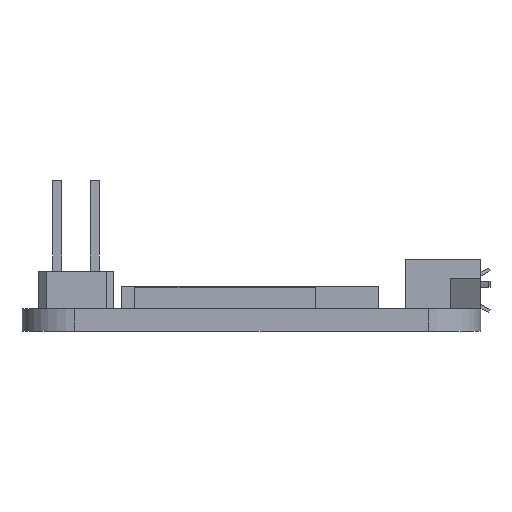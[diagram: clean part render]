
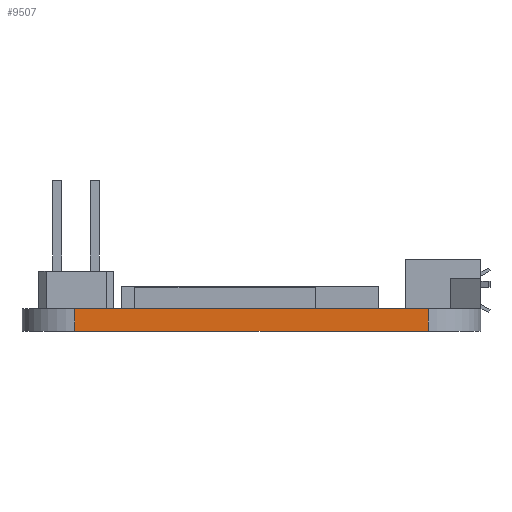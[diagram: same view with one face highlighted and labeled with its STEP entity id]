
A CAD part, left-side view. The second image highlights one B-rep face of the part: STEP entity #9507.
In plain terms, the highlighted planar face has unit normal (-1, 0, 0).
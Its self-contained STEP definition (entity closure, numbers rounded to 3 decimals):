
#1104=DIRECTION('',(0.,1.,0.));
#1105=VECTOR('',#1104,23.5);
#1106=CARTESIAN_POINT('',(-32.5,-11.9,-14.3));
#1107=LINE('',#1106,#1105);
#1210=DIRECTION('',(0.,-1.,0.));
#1211=VECTOR('',#1210,23.5);
#1212=CARTESIAN_POINT('',(-32.5,11.6,-15.8));
#1213=LINE('',#1212,#1211);
#1218=DIRECTION('',(0.,0.,-1.));
#1219=VECTOR('',#1218,1.5);
#1220=CARTESIAN_POINT('',(-32.5,-11.9,-14.3));
#1221=LINE('',#1220,#1219);
#3378=DIRECTION('',(0.,0.,-1.));
#3379=VECTOR('',#3378,1.5);
#3380=CARTESIAN_POINT('',(-32.5,11.6,-14.3));
#3381=LINE('',#3380,#3379);
#6658=CARTESIAN_POINT('',(-32.5,11.6,-15.8));
#6659=CARTESIAN_POINT('',(-32.5,-11.9,-15.8));
#6660=VERTEX_POINT('',#6658);
#6661=VERTEX_POINT('',#6659);
#6679=CARTESIAN_POINT('',(-32.5,-11.9,-14.3));
#6681=VERTEX_POINT('',#6679);
#6682=CARTESIAN_POINT('',(-32.5,11.6,-14.3));
#6684=VERTEX_POINT('',#6682);
#9494=CARTESIAN_POINT('',(-32.5,15.1,-25.));
#9495=DIRECTION('',(-1.,0.,0.));
#9496=DIRECTION('',(0.,-1.,0.));
#9497=AXIS2_PLACEMENT_3D('',#9494,#9495,#9496);
#9498=PLANE('',#9497);
#9499=ORIENTED_EDGE('',*,*,#8883,.F.);
#9501=ORIENTED_EDGE('',*,*,#9500,.T.);
#9502=ORIENTED_EDGE('',*,*,#9453,.F.);
#9504=ORIENTED_EDGE('',*,*,#9503,.F.);
#9505=EDGE_LOOP('',(#9499,#9501,#9502,#9504));
#9506=FACE_OUTER_BOUND('',#9505,.F.);
#9507=ADVANCED_FACE('',(#9506),#9498,.T.);
#8883=EDGE_CURVE('',#6681,#6684,#1107,.T.);
#9453=EDGE_CURVE('',#6660,#6661,#1213,.T.);
#9500=EDGE_CURVE('',#6681,#6661,#1221,.T.);
#9503=EDGE_CURVE('',#6684,#6660,#3381,.T.);
